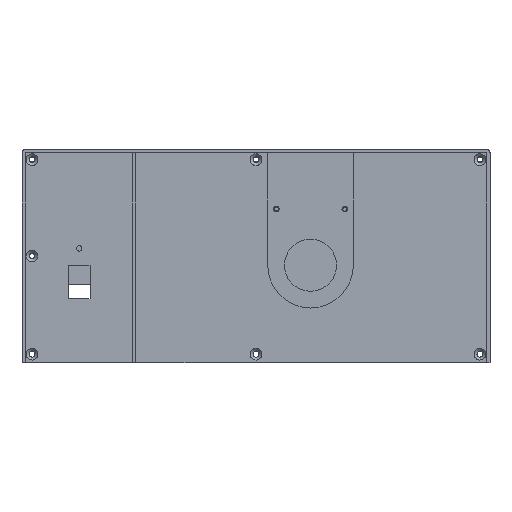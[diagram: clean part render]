
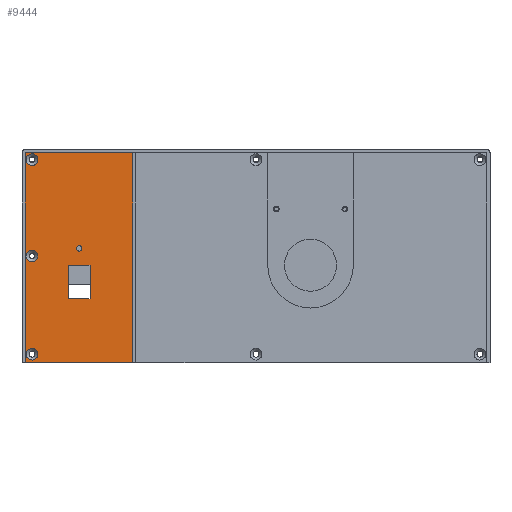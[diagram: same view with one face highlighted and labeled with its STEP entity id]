
A CAD part, front view. The second image highlights one B-rep face of the part: STEP entity #9444.
In plain terms, the highlighted planar face has unit normal (0, -1, 0).
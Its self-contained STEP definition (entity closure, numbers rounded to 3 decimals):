
#59=FACE_BOUND('',#991,.T.);
#60=FACE_BOUND('',#992,.T.);
#61=FACE_BOUND('',#993,.T.);
#62=FACE_BOUND('',#994,.T.);
#63=FACE_BOUND('',#995,.T.);
#195=PLANE('',#9919);
#544=FACE_OUTER_BOUND('',#990,.T.);
#990=EDGE_LOOP('',(#6717,#6718,#6719,#6720));
#991=EDGE_LOOP('',(#6721));
#992=EDGE_LOOP('',(#6722));
#993=EDGE_LOOP('',(#6723));
#994=EDGE_LOOP('',(#6724,#6725,#6726,#6727));
#995=EDGE_LOOP('',(#6728));
#1516=CIRCLE('',#9885,3.5);
#1518=CIRCLE('',#9889,3.5);
#1520=CIRCLE('',#9893,3.5);
#1528=CIRCLE('',#9911,1.6);
#1761=LINE('',#14629,#2948);
#1764=LINE('',#14634,#2951);
#1766=LINE('',#14638,#2953);
#1768=LINE('',#14641,#2955);
#1779=LINE('',#14674,#2966);
#1792=LINE('',#14699,#2979);
#1793=LINE('',#14701,#2980);
#1794=LINE('',#14702,#2981);
#2948=VECTOR('',#10605,10.);
#2951=VECTOR('',#10610,10.);
#2953=VECTOR('',#10614,10.);
#2955=VECTOR('',#10618,10.);
#2966=VECTOR('',#10653,10.);
#2979=VECTOR('',#10674,10.);
#2980=VECTOR('',#10675,10.);
#2981=VECTOR('',#10676,10.);
#4170=VERTEX_POINT('',#14595);
#4172=VERTEX_POINT('',#14603);
#4174=VERTEX_POINT('',#14611);
#4180=VERTEX_POINT('',#14627);
#4181=VERTEX_POINT('',#14628);
#4182=VERTEX_POINT('',#14633);
#4183=VERTEX_POINT('',#14637);
#4190=VERTEX_POINT('',#14663);
#4192=VERTEX_POINT('',#14672);
#4193=VERTEX_POINT('',#14673);
#4201=VERTEX_POINT('',#14698);
#4202=VERTEX_POINT('',#14700);
#5138=EDGE_CURVE('',#4170,#4170,#1516,.T.);
#5142=EDGE_CURVE('',#4172,#4172,#1518,.T.);
#5146=EDGE_CURVE('',#4174,#4174,#1520,.T.);
#5154=EDGE_CURVE('',#4180,#4181,#1761,.T.);
#5157=EDGE_CURVE('',#4181,#4182,#1764,.T.);
#5159=EDGE_CURVE('',#4182,#4183,#1766,.T.);
#5161=EDGE_CURVE('',#4183,#4180,#1768,.T.);
#5173=EDGE_CURVE('',#4190,#4190,#1528,.T.);
#5176=EDGE_CURVE('',#4192,#4193,#1779,.T.);
#5189=EDGE_CURVE('',#4193,#4201,#1792,.T.);
#5190=EDGE_CURVE('',#4201,#4202,#1793,.T.);
#5191=EDGE_CURVE('',#4202,#4192,#1794,.T.);
#6717=ORIENTED_EDGE('',*,*,#5176,.T.);
#6718=ORIENTED_EDGE('',*,*,#5189,.T.);
#6719=ORIENTED_EDGE('',*,*,#5190,.T.);
#6720=ORIENTED_EDGE('',*,*,#5191,.T.);
#6721=ORIENTED_EDGE('',*,*,#5138,.T.);
#6722=ORIENTED_EDGE('',*,*,#5142,.T.);
#6723=ORIENTED_EDGE('',*,*,#5146,.T.);
#6724=ORIENTED_EDGE('',*,*,#5154,.T.);
#6725=ORIENTED_EDGE('',*,*,#5157,.T.);
#6726=ORIENTED_EDGE('',*,*,#5159,.T.);
#6727=ORIENTED_EDGE('',*,*,#5161,.T.);
#6728=ORIENTED_EDGE('',*,*,#5173,.T.);
#9444=ADVANCED_FACE('',(#544,#59,#60,#61,#62,#63),#195,.T.);
#9885=AXIS2_PLACEMENT_3D('',#14596,#10567,#10568);
#9889=AXIS2_PLACEMENT_3D('',#14604,#10577,#10578);
#9893=AXIS2_PLACEMENT_3D('',#14612,#10587,#10588);
#9911=AXIS2_PLACEMENT_3D('',#14665,#10642,#10643);
#9919=AXIS2_PLACEMENT_3D('',#14697,#10672,#10673);
#10567=DIRECTION('center_axis',(0.,1.,0.));
#10568=DIRECTION('ref_axis',(0.,0.,-1.));
#10577=DIRECTION('center_axis',(0.,1.,0.));
#10578=DIRECTION('ref_axis',(0.,0.,-1.));
#10587=DIRECTION('center_axis',(0.,1.,0.));
#10588=DIRECTION('ref_axis',(0.,0.,-1.));
#10605=DIRECTION('',(0.,0.,-1.));
#10610=DIRECTION('',(-1.,0.,0.));
#10614=DIRECTION('',(0.,0.,1.));
#10618=DIRECTION('',(1.,0.,0.));
#10642=DIRECTION('center_axis',(0.,1.,0.));
#10643=DIRECTION('ref_axis',(1.,0.,0.));
#10653=DIRECTION('',(0.,0.,1.));
#10672=DIRECTION('center_axis',(0.,-1.,0.));
#10673=DIRECTION('ref_axis',(1.,0.,0.));
#10674=DIRECTION('',(-1.,0.,0.));
#10675=DIRECTION('',(0.,0.,-1.));
#10676=DIRECTION('',(1.,0.,0.));
#14595=CARTESIAN_POINT('',(-166.,-76.8,57.));
#14596=CARTESIAN_POINT('Origin',(-166.,-76.8,53.5));
#14603=CARTESIAN_POINT('',(-166.,-76.8,114.5));
#14604=CARTESIAN_POINT('Origin',(-166.,-76.8,111.));
#14611=CARTESIAN_POINT('',(-166.,-76.8,-1.5));
#14612=CARTESIAN_POINT('Origin',(-166.,-76.8,-5.));
#14627=CARTESIAN_POINT('',(-131.45,-76.8,48.));
#14628=CARTESIAN_POINT('',(-131.45,-76.8,28.));
#14629=CARTESIAN_POINT('',(-131.45,-76.8,40.25));
#14633=CARTESIAN_POINT('',(-144.45,-76.8,28.));
#14634=CARTESIAN_POINT('',(-88.475,-76.8,28.));
#14637=CARTESIAN_POINT('',(-144.45,-76.8,48.));
#14638=CARTESIAN_POINT('',(-144.45,-76.8,50.25));
#14641=CARTESIAN_POINT('',(-81.975,-76.8,48.));
#14663=CARTESIAN_POINT('',(-139.55,-76.8,58.));
#14665=CARTESIAN_POINT('Origin',(-137.95,-76.8,58.));
#14672=CARTESIAN_POINT('',(-105.9,-76.8,-10.));
#14673=CARTESIAN_POINT('',(-105.9,-76.8,115.));
#14674=CARTESIAN_POINT('',(-105.9,-76.8,21.25));
#14697=CARTESIAN_POINT('Origin',(-32.5,-76.8,52.5));
#14698=CARTESIAN_POINT('',(-170.,-76.8,115.));
#14699=CARTESIAN_POINT('',(105.,-76.8,115.));
#14700=CARTESIAN_POINT('',(-170.,-76.8,-10.));
#14701=CARTESIAN_POINT('',(-170.,-76.8,107.));
#14702=CARTESIAN_POINT('',(-170.,-76.8,-10.));
